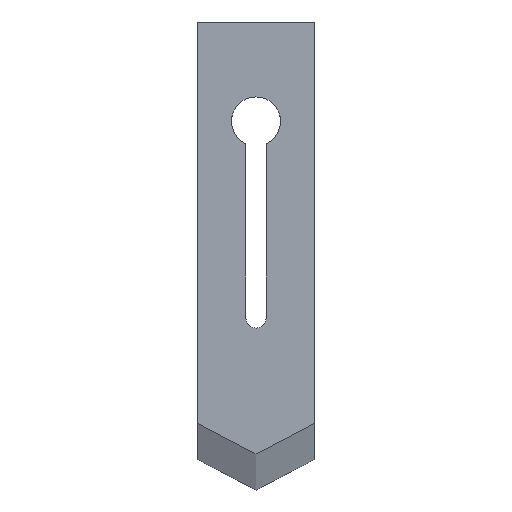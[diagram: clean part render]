
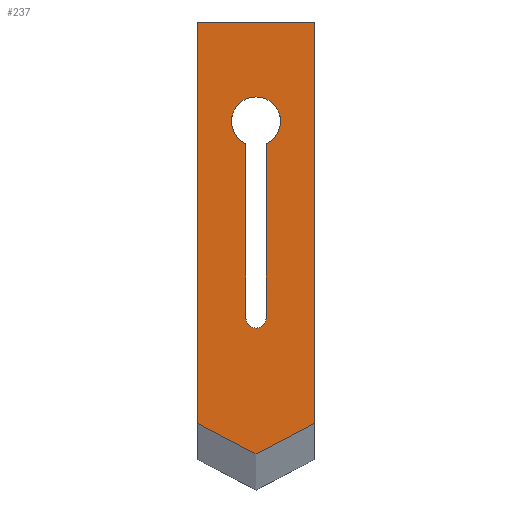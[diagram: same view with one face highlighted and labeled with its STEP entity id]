
A CAD part, front view. The second image highlights one B-rep face of the part: STEP entity #237.
In plain terms, the highlighted planar face has unit normal (0, -1, 0).
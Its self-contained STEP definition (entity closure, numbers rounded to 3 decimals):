
#1=DIRECTION('',(0.,0.,1.));
#2=VECTOR('',#1,35.44);
#3=CARTESIAN_POINT('',(-9.95,0.,-60.249));
#4=LINE('',#3,#2);
#5=CARTESIAN_POINT('',(-12.,0.,-20.249));
#6=DIRECTION('',(0.,-1.,0.));
#7=DIRECTION('',(0.41,0.,-0.912));
#8=AXIS2_PLACEMENT_3D('',#5,#6,#7);
#10=DIRECTION('',(0.,0.,-1.));
#11=VECTOR('',#10,35.44);
#12=CARTESIAN_POINT('',(-14.05,0.,-24.81));
#13=LINE('',#12,#11);
#14=CARTESIAN_POINT('',(-12.,0.,-60.249));
#15=DIRECTION('',(0.,-1.,0.));
#16=DIRECTION('',(-1.,0.,0.));
#17=AXIS2_PLACEMENT_3D('',#14,#15,#16);
#19=DIRECTION('',(0.887,0.,-0.462));
#20=VECTOR('',#19,13.529);
#21=CARTESIAN_POINT('',(-24.,0.,-81.675));
#22=LINE('',#21,#20);
#23=DIRECTION('',(0.,0.,1.));
#24=VECTOR('',#23,81.675);
#25=CARTESIAN_POINT('',(-24.,0.,-81.675));
#26=LINE('',#25,#24);
#27=DIRECTION('',(1.,0.,0.));
#28=VECTOR('',#27,24.);
#29=CARTESIAN_POINT('',(-24.,0.,0.));
#30=LINE('',#29,#28);
#31=DIRECTION('',(0.,0.,-1.));
#32=VECTOR('',#31,81.675);
#33=CARTESIAN_POINT('',(0.,0.,0.));
#34=LINE('',#33,#32);
#35=DIRECTION('',(0.887,0.,0.462));
#36=VECTOR('',#35,13.529);
#37=CARTESIAN_POINT('',(-12.,0.,-87.921));
#38=LINE('',#37,#36);
#164=CARTESIAN_POINT('',(-24.,0.,0.));
#165=CARTESIAN_POINT('',(0.,0.,0.));
#166=VERTEX_POINT('',#164);
#167=VERTEX_POINT('',#165);
#168=CARTESIAN_POINT('',(-9.95,0.,-60.249));
#169=CARTESIAN_POINT('',(-9.95,0.,-24.81));
#170=VERTEX_POINT('',#168);
#171=VERTEX_POINT('',#169);
#172=CARTESIAN_POINT('',(-14.05,0.,-24.81));
#173=VERTEX_POINT('',#172);
#174=CARTESIAN_POINT('',(-14.05,0.,-60.249));
#175=VERTEX_POINT('',#174);
#199=CARTESIAN_POINT('',(-24.,0.,-81.675));
#201=VERTEX_POINT('',#199);
#202=CARTESIAN_POINT('',(-12.,0.,-87.921));
#203=VERTEX_POINT('',#202);
#206=CARTESIAN_POINT('',(0.,0.,-81.675));
#208=VERTEX_POINT('',#206);
#210=CARTESIAN_POINT('',(0.,0.,0.));
#211=DIRECTION('',(0.,1.,0.));
#212=DIRECTION('',(1.,0.,0.));
#213=AXIS2_PLACEMENT_3D('',#210,#211,#212);
#214=PLANE('',#213);
#216=ORIENTED_EDGE('',*,*,#215,.F.);
#218=ORIENTED_EDGE('',*,*,#217,.T.);
#220=ORIENTED_EDGE('',*,*,#219,.T.);
#222=ORIENTED_EDGE('',*,*,#221,.T.);
#224=ORIENTED_EDGE('',*,*,#223,.F.);
#225=EDGE_LOOP('',(#216,#218,#220,#222,#224));
#226=FACE_OUTER_BOUND('',#225,.F.);
#228=ORIENTED_EDGE('',*,*,#227,.T.);
#230=ORIENTED_EDGE('',*,*,#229,.T.);
#232=ORIENTED_EDGE('',*,*,#231,.T.);
#234=ORIENTED_EDGE('',*,*,#233,.T.);
#235=EDGE_LOOP('',(#228,#230,#232,#234));
#236=FACE_BOUND('',#235,.F.);
#237=ADVANCED_FACE('',(#226,#236),#214,.F.);
#9=CIRCLE('',#8,5.);
#18=CIRCLE('',#17,2.05);
#215=EDGE_CURVE('',#201,#203,#22,.T.);
#217=EDGE_CURVE('',#201,#166,#26,.T.);
#219=EDGE_CURVE('',#166,#167,#30,.T.);
#221=EDGE_CURVE('',#167,#208,#34,.T.);
#223=EDGE_CURVE('',#203,#208,#38,.T.);
#227=EDGE_CURVE('',#170,#171,#4,.T.);
#229=EDGE_CURVE('',#171,#173,#9,.T.);
#231=EDGE_CURVE('',#173,#175,#13,.T.);
#233=EDGE_CURVE('',#175,#170,#18,.T.);
